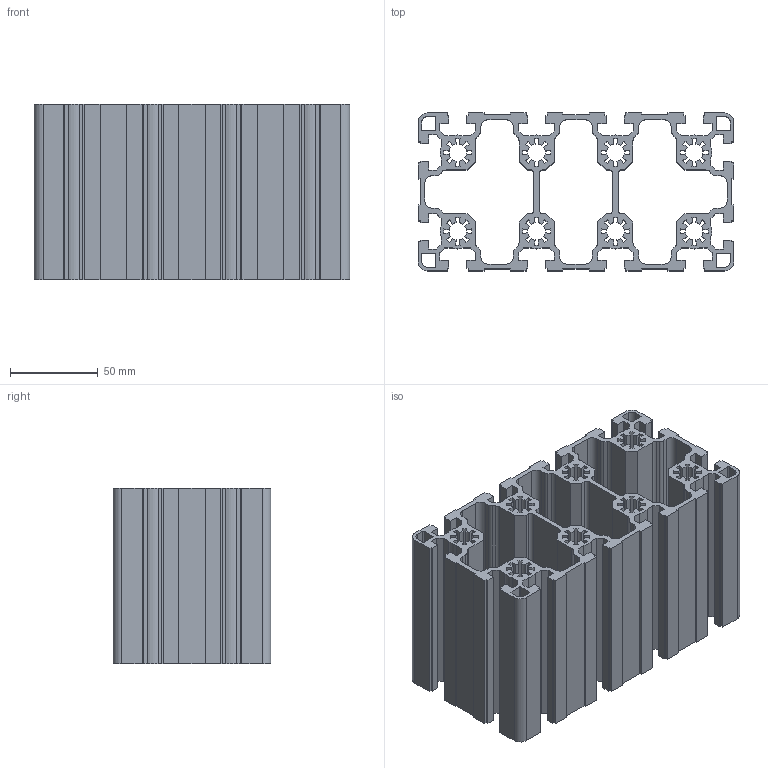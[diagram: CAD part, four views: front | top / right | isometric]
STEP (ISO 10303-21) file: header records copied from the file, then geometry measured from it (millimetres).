
FILE_DESCRIPTION(/* description */ ('Profil 90x180 lehký'),/* implementation_level */ '2;1');
FILE_NAME(/* name */ '169018L.stp',/* time_stamp */ '2023-09-18T16:24:03+02:00',/* author */ ('Machotka'),/* organization */ ('Alutec K&K'),/* preprocessor_version */ 'ST-DEVELOPER v18.1',/* originating_system */ 'Autodesk Inventor 2021',/* authorisation */ '');
FILE_SCHEMA (('AUTOMOTIVE_DESIGN { 1 0 10303 214 3 1 1 }'));
Length unit declared in the file: millimetre
Products named in the file (1): 169018L
Bounding box: 180 x 90 x 100 mm (x, y, z)
Volume: 435648.2 mm3; surface area: 269576.3 mm2
Topology: 1 solids, 1 shells, 658 faces, 1968 edges, 1312 vertices
Faces by surface type: plane 442, cylinder 216
Entity records: 22205 total; most frequent: CARTESIAN_POINT 3939, ORIENTED_EDGE 3936, DIRECTION 3718, EDGE_CURVE 1968, LINE 1536, VECTOR 1536, VERTEX_POINT 1312, AXIS2_PLACEMENT_3D 1091
